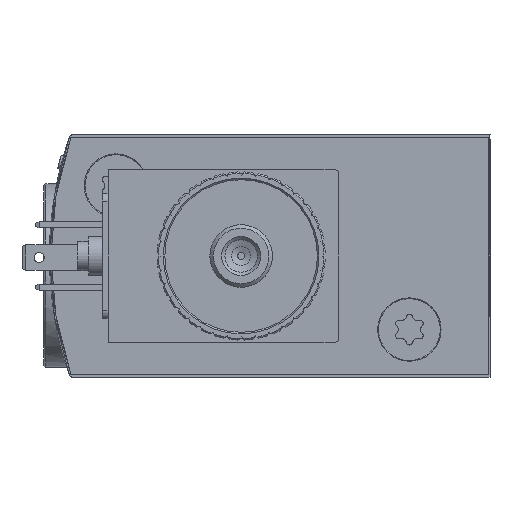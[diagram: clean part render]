
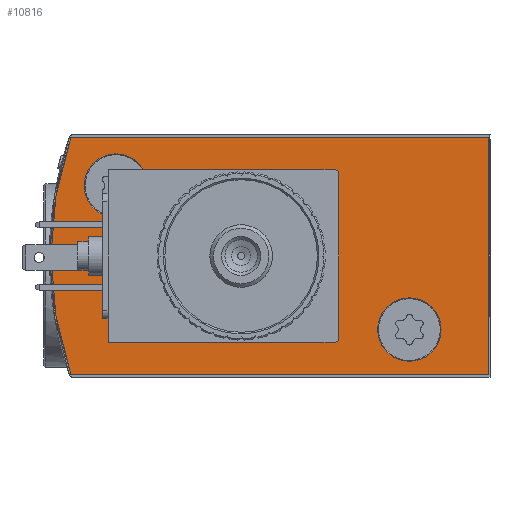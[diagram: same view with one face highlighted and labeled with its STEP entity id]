
A CAD part, left-side view. The second image highlights one B-rep face of the part: STEP entity #10816.
In plain terms, the highlighted planar face has unit normal (-1, 0, 0).
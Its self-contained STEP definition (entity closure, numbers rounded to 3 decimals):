
#803=LINE('',#18589,#1733);
#806=LINE('',#18597,#1736);
#809=LINE('',#18603,#1739);
#1733=VECTOR('',#15249,1000.);
#1736=VECTOR('',#15256,1000.);
#1739=VECTOR('',#15261,1000.);
#3361=ORIENTED_EDGE('',*,*,#5942,.F.);
#3362=ORIENTED_EDGE('',*,*,#5943,.T.);
#3363=ORIENTED_EDGE('',*,*,#5944,.T.);
#3364=ORIENTED_EDGE('',*,*,#5925,.F.);
#3365=ORIENTED_EDGE('',*,*,#5909,.F.);
#3366=ORIENTED_EDGE('',*,*,#5938,.F.);
#3367=ORIENTED_EDGE('',*,*,#5935,.F.);
#3368=ORIENTED_EDGE('',*,*,#5932,.F.);
#3369=ORIENTED_EDGE('',*,*,#5928,.F.);
#5909=EDGE_CURVE('',#7304,#7305,#8191,.T.);
#5925=EDGE_CURVE('',#7305,#7320,#8199,.T.);
#5928=EDGE_CURVE('',#7320,#7322,#803,.T.);
#5932=EDGE_CURVE('',#7322,#7325,#806,.T.);
#5935=EDGE_CURVE('',#7325,#7327,#809,.T.);
#5938=EDGE_CURVE('',#7327,#7304,#8202,.T.);
#5942=EDGE_CURVE('',#7331,#7331,#8206,.F.);
#5943=EDGE_CURVE('',#7332,#7332,#8207,.T.);
#5944=EDGE_CURVE('',#7333,#7333,#8208,.T.);
#7304=VERTEX_POINT('',#18551);
#7305=VERTEX_POINT('',#18552);
#7320=VERTEX_POINT('',#18584);
#7322=VERTEX_POINT('',#18590);
#7325=VERTEX_POINT('',#18598);
#7327=VERTEX_POINT('',#18604);
#7331=VERTEX_POINT('',#18618);
#7332=VERTEX_POINT('',#18620);
#7333=VERTEX_POINT('',#18622);
#8191=CIRCLE('',#13356,46.5);
#8199=CIRCLE('',#13365,0.2);
#8202=CIRCLE('',#13372,0.2);
#8206=CIRCLE('',#13378,5.);
#8207=CIRCLE('',#13379,4.05);
#8208=CIRCLE('',#13380,4.05);
#8804=EDGE_LOOP('',(#3361));
#8805=EDGE_LOOP('',(#3362));
#8806=EDGE_LOOP('',(#3363));
#8807=EDGE_LOOP('',(#3364,#3365,#3366,#3367,#3368,#3369));
#9666=FACE_BOUND('',#8804,.T.);
#9667=FACE_BOUND('',#8805,.T.);
#9668=FACE_BOUND('',#8806,.T.);
#9669=FACE_BOUND('',#8807,.T.);
#10373=PLANE('',#13377);
#10816=ADVANCED_FACE('',(#9666,#9667,#9668,#9669),#10373,.F.);
#13356=AXIS2_PLACEMENT_3D('',#18550,#15216,#15217);
#13365=AXIS2_PLACEMENT_3D('',#18583,#15242,#15243);
#13372=AXIS2_PLACEMENT_3D('',#18609,#15266,#15267);
#13377=AXIS2_PLACEMENT_3D('',#18616,#15276,#15277);
#13378=AXIS2_PLACEMENT_3D('',#18617,#15278,#15279);
#13379=AXIS2_PLACEMENT_3D('',#18619,#15280,#15281);
#13380=AXIS2_PLACEMENT_3D('',#18621,#15282,#15283);
#15216=DIRECTION('',(1.,0.,0.));
#15217=DIRECTION('',(0.,0.,-1.));
#15242=DIRECTION('',(1.,0.,0.));
#15243=DIRECTION('',(0.,0.,-1.));
#15249=DIRECTION('',(0.,-1.,0.));
#15256=DIRECTION('',(0.,0.,-1.));
#15261=DIRECTION('',(0.,1.,0.));
#15266=DIRECTION('',(1.,0.,0.));
#15267=DIRECTION('',(0.,0.,-1.));
#15276=DIRECTION('',(1.,0.,0.));
#15277=DIRECTION('',(0.,0.,-1.));
#15278=DIRECTION('',(1.,0.,0.));
#15279=DIRECTION('',(0.,0.,-1.));
#15280=DIRECTION('',(1.,0.,0.));
#15281=DIRECTION('',(0.,0.,-1.));
#15282=DIRECTION('',(1.,0.,0.));
#15283=DIRECTION('',(0.,0.,-1.));
#18550=CARTESIAN_POINT('',(0.,9.6,0.));
#18551=CARTESIAN_POINT('',(0.,53.592,-15.065));
#18552=CARTESIAN_POINT('',(0.,53.592,15.065));
#18583=CARTESIAN_POINT('',(0.,53.403,15.));
#18584=CARTESIAN_POINT('',(0.,53.403,15.2));
#18589=CARTESIAN_POINT('',(0.,53.403,15.2));
#18590=CARTESIAN_POINT('',(0.,0.2,15.2));
#18597=CARTESIAN_POINT('',(0.,0.2,15.2));
#18598=CARTESIAN_POINT('',(0.,0.2,-15.2));
#18603=CARTESIAN_POINT('',(0.,0.2,-15.2));
#18604=CARTESIAN_POINT('',(0.,53.403,-15.2));
#18609=CARTESIAN_POINT('',(0.,53.403,-15.));
#18616=CARTESIAN_POINT('',(0.,53.403,15.));
#18617=CARTESIAN_POINT('',(0.,31.8,0.));
#18618=CARTESIAN_POINT('',(0.,31.8,-5.));
#18619=CARTESIAN_POINT('',(0.,47.8,9.));
#18620=CARTESIAN_POINT('',(0.,47.8,4.95));
#18621=CARTESIAN_POINT('',(0.,10.3,-9.4));
#18622=CARTESIAN_POINT('',(0.,10.3,-13.45));
